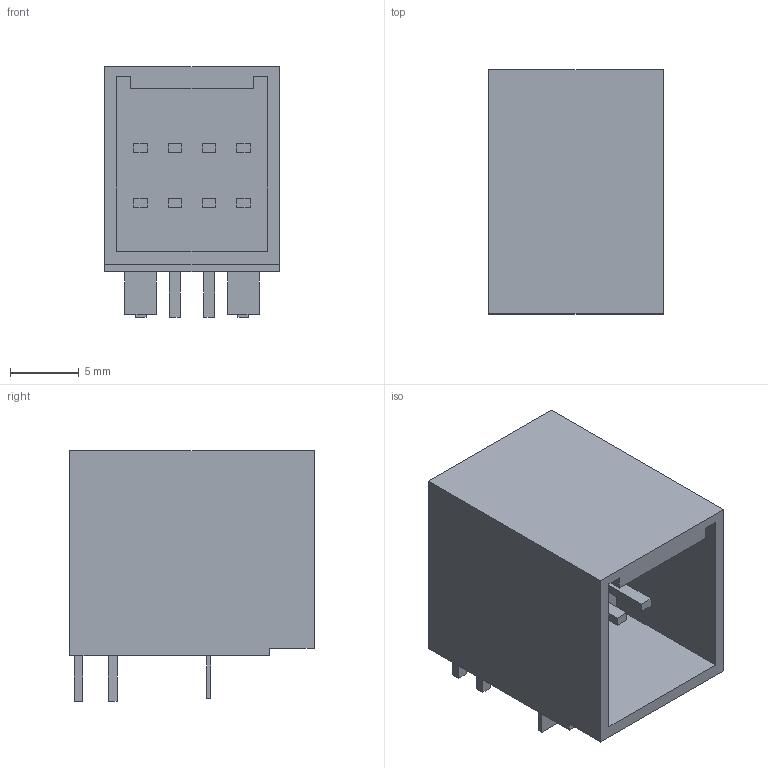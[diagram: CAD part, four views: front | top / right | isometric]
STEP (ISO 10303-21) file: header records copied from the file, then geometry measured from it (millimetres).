
FILE_DESCRIPTION(('FreeCAD Model'),'2;1');
FILE_NAME('JST_J2100_S08B-J21DK-GG_2x04x2.50mm_Angled.STEP','2016-03-20T21:22:44',( 'Author'),(''),'Open CASCADE STEP processor 6.8','FreeCAD','Unknown' );
FILE_SCHEMA(('AUTOMOTIVE_DESIGN_CC2 { 1 2 10303 214 -1 1 5 4 }'));
Length unit declared in the file: millimetre
Products named in the file (1): S08B-J21DK-GGXR
Bounding box: 12.7 x 17.8 x 18.25 mm (x, y, z)
Volume: 2050.6 mm3; surface area: 2097.6 mm2
Topology: 1 solids, 1 shells, 107 faces, 258 edges, 172 vertices
Faces by surface type: plane 107
Entity records: 7168 total; most frequent: CARTESIAN_POINT 1054, DIRECTION 990, LINE 774, VECTOR 774, ORIENTED_EDGE 516, PCURVE 516, DEFINITIONAL_REPRESENTATION 516, EDGE_CURVE 258
